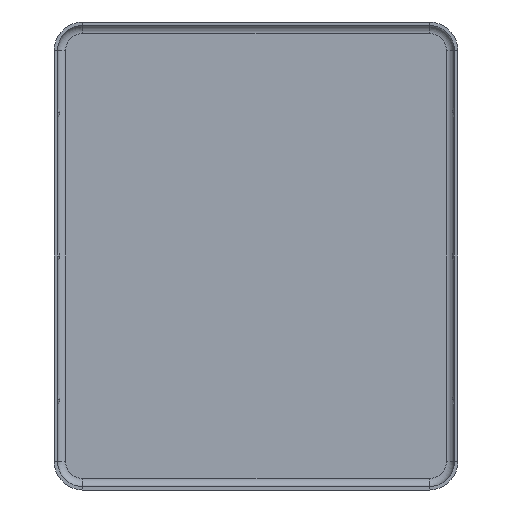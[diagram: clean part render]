
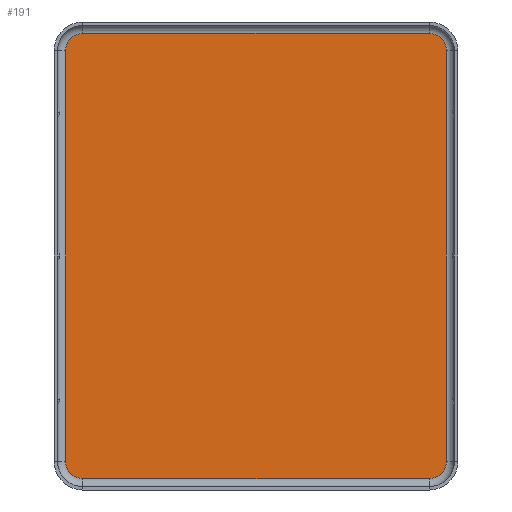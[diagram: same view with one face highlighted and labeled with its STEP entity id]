
A CAD part, front view. The second image highlights one B-rep face of the part: STEP entity #191.
In plain terms, the highlighted planar face has unit normal (0, -1, 0).
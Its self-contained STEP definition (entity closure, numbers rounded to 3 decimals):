
#22 = AXIS2_PLACEMENT_3D ( 'NONE', #810, #1797, #214 ) ;
#121 = CARTESIAN_POINT ( 'NONE',  ( -16.6, 0., -17.9 ) ) ;
#122 = DIRECTION ( 'NONE',  ( 0., 0., -1. ) ) ;
#134 = CARTESIAN_POINT ( 'NONE',  ( 15.1, 0., 19.4 ) ) ;
#135 = DIRECTION ( 'NONE',  ( 0., -1., 0. ) ) ;
#177 = LINE ( 'NONE', #594, #732 ) ;
#191 = ADVANCED_FACE ( 'NONE', ( #285 ), #401, .T. ) ;
#214 = DIRECTION ( 'NONE',  ( 0., 0., 1. ) ) ;
#222 = ORIENTED_EDGE ( 'NONE', *, *, #1276, .T. ) ;
#234 = CARTESIAN_POINT ( 'NONE',  ( 16.6, 0., 17.9 ) ) ;
#260 = EDGE_CURVE ( 'NONE', #979, #656, #177, .T. ) ;
#265 = DIRECTION ( 'NONE',  ( 0., 0., -1. ) ) ;
#285 = FACE_OUTER_BOUND ( 'NONE', #492, .T. ) ;
#401 = PLANE ( 'NONE',  #519 ) ;
#420 = VERTEX_POINT ( 'NONE', #1218 ) ;
#459 = VECTOR ( 'NONE', #1489, 1000. ) ;
#479 = CARTESIAN_POINT ( 'NONE',  ( -15.1, 0., 19.4 ) ) ;
#492 = EDGE_LOOP ( 'NONE', ( #1107, #1332, #1404, #1299, #1318, #567, #222, #1114 ) ) ;
#506 = CIRCLE ( 'NONE', #1261, 1.5 ) ;
#519 = AXIS2_PLACEMENT_3D ( 'NONE', #1124, #135, #265 ) ;
#550 = VERTEX_POINT ( 'NONE', #1103 ) ;
#564 = DIRECTION ( 'NONE',  ( -1., 0., 0. ) ) ;
#567 = ORIENTED_EDGE ( 'NONE', *, *, #1574, .F. ) ;
#577 = LINE ( 'NONE', #1593, #1849 ) ;
#594 = CARTESIAN_POINT ( 'NONE',  ( 15.1, 0., -19.4 ) ) ;
#605 = DIRECTION ( 'NONE',  ( -1., 0., 0. ) ) ;
#652 = AXIS2_PLACEMENT_3D ( 'NONE', #1264, #966, #122 ) ;
#656 = VERTEX_POINT ( 'NONE', #988 ) ;
#682 = VERTEX_POINT ( 'NONE', #1567 ) ;
#695 = CIRCLE ( 'NONE', #1071, 1.5 ) ;
#710 = EDGE_CURVE ( 'NONE', #1449, #420, #1340, .T. ) ;
#732 = VECTOR ( 'NONE', #605, 1000. ) ;
#798 = CARTESIAN_POINT ( 'NONE',  ( -15.1, 0., -17.9 ) ) ;
#806 = DIRECTION ( 'NONE',  ( 0., -1., 0. ) ) ;
#810 = CARTESIAN_POINT ( 'NONE',  ( 15.1, 0., -17.9 ) ) ;
#839 = EDGE_CURVE ( 'NONE', #550, #979, #954, .T. ) ;
#928 = LINE ( 'NONE', #1605, #459 ) ;
#954 = CIRCLE ( 'NONE', #22, 1.5 ) ;
#966 = DIRECTION ( 'NONE',  ( 0., -1., 0. ) ) ;
#979 = VERTEX_POINT ( 'NONE', #1377 ) ;
#984 = DIRECTION ( 'NONE',  ( 0., 1., 0. ) ) ;
#988 = CARTESIAN_POINT ( 'NONE',  ( -15.1, 0., -19.4 ) ) ;
#996 = CARTESIAN_POINT ( 'NONE',  ( -15.1, 0., 17.9 ) ) ;
#1071 = AXIS2_PLACEMENT_3D ( 'NONE', #798, #806, #1243 ) ;
#1103 = CARTESIAN_POINT ( 'NONE',  ( 16.6, 0., -17.9 ) ) ;
#1107 = ORIENTED_EDGE ( 'NONE', *, *, #260, .F. ) ;
#1114 = ORIENTED_EDGE ( 'NONE', *, *, #1409, .T. ) ;
#1124 = CARTESIAN_POINT ( 'NONE',  ( 15.1, 0., -17.9 ) ) ;
#1146 = DIRECTION ( 'NONE',  ( 0., 0., -1. ) ) ;
#1205 = EDGE_CURVE ( 'NONE', #1449, #550, #577, .T. ) ;
#1218 = CARTESIAN_POINT ( 'NONE',  ( 15.1, 0., 19.4 ) ) ;
#1243 = DIRECTION ( 'NONE',  ( 0., 0., 1. ) ) ;
#1261 = AXIS2_PLACEMENT_3D ( 'NONE', #996, #984, #1146 ) ;
#1264 = CARTESIAN_POINT ( 'NONE',  ( 15.1, 0., 17.9 ) ) ;
#1276 = EDGE_CURVE ( 'NONE', #682, #1585, #928, .T. ) ;
#1299 = ORIENTED_EDGE ( 'NONE', *, *, #710, .T. ) ;
#1318 = ORIENTED_EDGE ( 'NONE', *, *, #1626, .T. ) ;
#1332 = ORIENTED_EDGE ( 'NONE', *, *, #839, .F. ) ;
#1340 = CIRCLE ( 'NONE', #652, 1.5 ) ;
#1377 = CARTESIAN_POINT ( 'NONE',  ( 15.1, 0., -19.4 ) ) ;
#1378 = VECTOR ( 'NONE', #564, 1000. ) ;
#1404 = ORIENTED_EDGE ( 'NONE', *, *, #1205, .F. ) ;
#1409 = EDGE_CURVE ( 'NONE', #1585, #656, #695, .T. ) ;
#1449 = VERTEX_POINT ( 'NONE', #234 ) ;
#1472 = DIRECTION ( 'NONE',  ( 0., 0., -1. ) ) ;
#1489 = DIRECTION ( 'NONE',  ( 0., 0., -1. ) ) ;
#1567 = CARTESIAN_POINT ( 'NONE',  ( -16.6, 0., 17.9 ) ) ;
#1574 = EDGE_CURVE ( 'NONE', #682, #1832, #506, .T. ) ;
#1585 = VERTEX_POINT ( 'NONE', #121 ) ;
#1593 = CARTESIAN_POINT ( 'NONE',  ( 16.6, 0., 0. ) ) ;
#1605 = CARTESIAN_POINT ( 'NONE',  ( -16.6, 0., 0. ) ) ;
#1626 = EDGE_CURVE ( 'NONE', #420, #1832, #1761, .T. ) ;
#1761 = LINE ( 'NONE', #134, #1378 ) ;
#1797 = DIRECTION ( 'NONE',  ( 0., 1., 0. ) ) ;
#1832 = VERTEX_POINT ( 'NONE', #479 ) ;
#1849 = VECTOR ( 'NONE', #1472, 1000. ) ;
